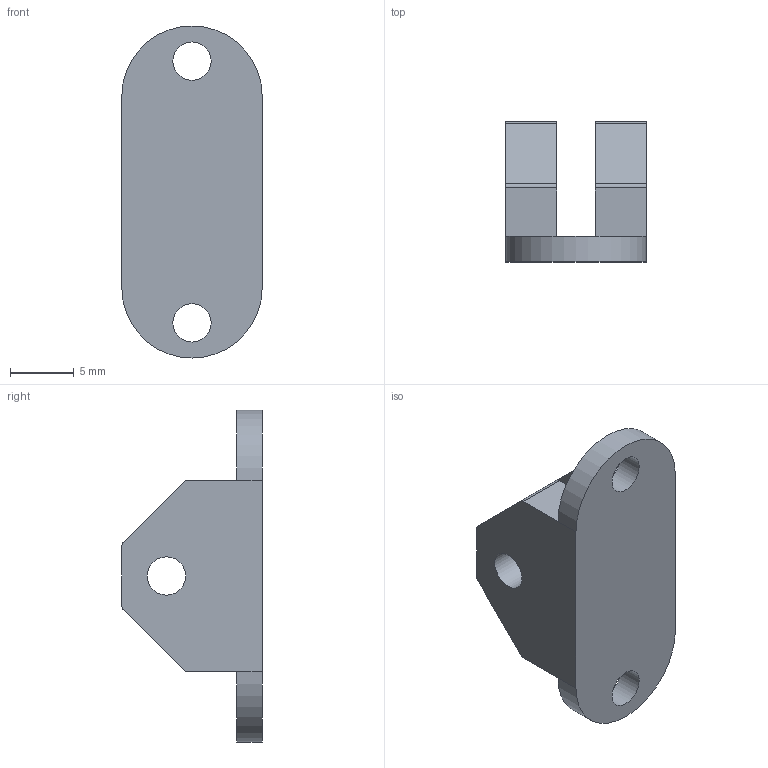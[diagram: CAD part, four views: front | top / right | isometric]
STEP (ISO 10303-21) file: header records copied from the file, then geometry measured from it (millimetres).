
FILE_DESCRIPTION(/* description */ (''),/* implementation_level */ '2;1');
FILE_NAME(/* name */ 'servoarmsfæstner v2.step',/* time_stamp */ '2020-10-03T21:22:47+02:00',/* author */ (''),/* organization */ (''),/* preprocessor_version */ 'ST-DEVELOPER v18.1',/* originating_system */ 'Autodesk Translation Framework v9.3.0.1241',/* authorisation */ '');
FILE_SCHEMA (('AUTOMOTIVE_DESIGN { 1 0 10303 214 3 1 1 }'));
Length unit declared in the file: millimetre
Products named in the file (1): servoarmsfæstner
Bounding box: 11 x 11 x 26 mm (x, y, z)
Volume: 1315.1 mm3; surface area: 1242.1 mm2
Topology: 1 solids, 1 shells, 30 faces, 80 edges, 52 vertices
Faces by surface type: plane 16, cylinder 14
Full cylindrical faces by diameter (mm): 3 x4
Entity records: 989 total; most frequent: DIRECTION 170, CARTESIAN_POINT 163, ORIENTED_EDGE 160, EDGE_CURVE 80, AXIS2_PLACEMENT_3D 59, LINE 52, VECTOR 52, VERTEX_POINT 52
